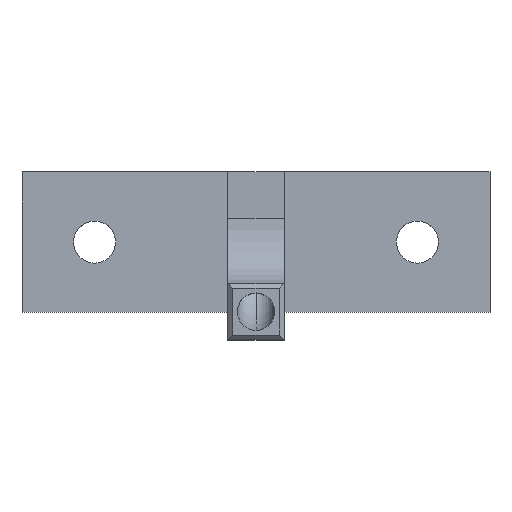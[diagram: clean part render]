
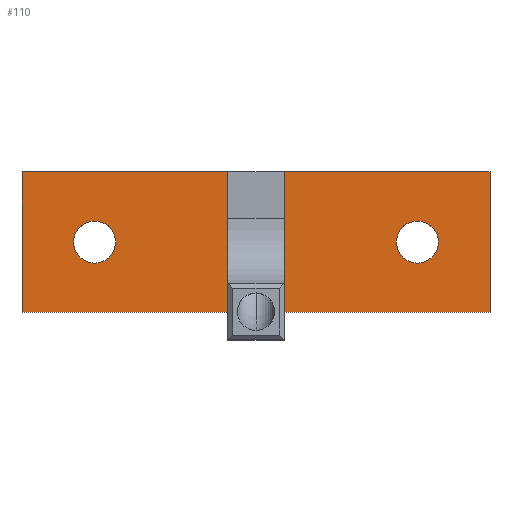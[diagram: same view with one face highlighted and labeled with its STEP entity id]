
A CAD part, top view. The second image highlights one B-rep face of the part: STEP entity #110.
In plain terms, the highlighted planar face has unit normal (0, 0, 1).
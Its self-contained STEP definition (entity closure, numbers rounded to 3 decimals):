
#6 = CARTESIAN_POINT ( 'NONE',  ( 17.25, 0., 3. ) ) ;
#11 = DIRECTION ( 'NONE',  ( 0., 0., 1. ) ) ;
#17 = CARTESIAN_POINT ( 'NONE',  ( 3., 2.5, 3. ) ) ;
#39 = VECTOR ( 'NONE', #864, 1000. ) ;
#43 = DIRECTION ( 'NONE',  ( 0., -1., 0. ) ) ;
#58 = VECTOR ( 'NONE', #75, 1000. ) ;
#73 = LINE ( 'NONE', #17, #963 ) ;
#75 = DIRECTION ( 'NONE',  ( -1., 0., 0. ) ) ;
#99 = CARTESIAN_POINT ( 'NONE',  ( 15., 0., 3. ) ) ;
#110 = ADVANCED_FACE ( 'NONE', ( #234, #306, #155 ), #611, .F. ) ;
#115 = CIRCLE ( 'NONE', #959, 2.25 ) ;
#122 = EDGE_CURVE ( 'NONE', #889, #646, #764, .T. ) ;
#126 = ORIENTED_EDGE ( 'NONE', *, *, #854, .F. ) ;
#131 = ORIENTED_EDGE ( 'NONE', *, *, #188, .T. ) ;
#133 = CARTESIAN_POINT ( 'NONE',  ( 3., 2.5, 3. ) ) ;
#137 = CIRCLE ( 'NONE', #701, 2.25 ) ;
#148 = CARTESIAN_POINT ( 'NONE',  ( 25., -7.5, 3. ) ) ;
#150 = VECTOR ( 'NONE', #791, 1000. ) ;
#152 = EDGE_CURVE ( 'NONE', #646, #889, #115, .T. ) ;
#154 = LINE ( 'NONE', #771, #496 ) ;
#155 = FACE_OUTER_BOUND ( 'NONE', #544, .T. ) ;
#159 = DIRECTION ( 'NONE',  ( 0., 0., 1. ) ) ;
#160 = ORIENTED_EDGE ( 'NONE', *, *, #641, .T. ) ;
#163 = CARTESIAN_POINT ( 'NONE',  ( 3., 7.5, 3. ) ) ;
#170 = VERTEX_POINT ( 'NONE', #163 ) ;
#176 = AXIS2_PLACEMENT_3D ( 'NONE', #867, #11, #316 ) ;
#188 = EDGE_CURVE ( 'NONE', #946, #762, #862, .T. ) ;
#189 = EDGE_LOOP ( 'NONE', ( #626, #551 ) ) ;
#208 = VERTEX_POINT ( 'NONE', #455 ) ;
#212 = AXIS2_PLACEMENT_3D ( 'NONE', #6, #537, #237 ) ;
#222 = ORIENTED_EDGE ( 'NONE', *, *, #951, .T. ) ;
#234 = FACE_BOUND ( 'NONE', #189, .T. ) ;
#237 = DIRECTION ( 'NONE',  ( 1., 0., 0. ) ) ;
#238 = CARTESIAN_POINT ( 'NONE',  ( -3., 2.5, 3. ) ) ;
#260 = ORIENTED_EDGE ( 'NONE', *, *, #720, .F. ) ;
#298 = CARTESIAN_POINT ( 'NONE',  ( -17.25, 0., 3. ) ) ;
#304 = LINE ( 'NONE', #610, #313 ) ;
#306 = FACE_BOUND ( 'NONE', #1001, .T. ) ;
#313 = VECTOR ( 'NONE', #457, 1000. ) ;
#316 = DIRECTION ( 'NONE',  ( 1., 0., 0. ) ) ;
#319 = VERTEX_POINT ( 'NONE', #882 ) ;
#342 = LINE ( 'NONE', #396, #150 ) ;
#354 = CARTESIAN_POINT ( 'NONE',  ( -25., 7.5, 3. ) ) ;
#379 = CARTESIAN_POINT ( 'NONE',  ( 17.25, 0., 3. ) ) ;
#384 = CARTESIAN_POINT ( 'NONE',  ( -19.5, 0., 3. ) ) ;
#385 = AXIS2_PLACEMENT_3D ( 'NONE', #605, #932, #459 ) ;
#387 = VECTOR ( 'NONE', #43, 1000. ) ;
#396 = CARTESIAN_POINT ( 'NONE',  ( -3., 7.5, 3. ) ) ;
#414 = CIRCLE ( 'NONE', #176, 2.25 ) ;
#433 = LINE ( 'NONE', #751, #39 ) ;
#451 = LINE ( 'NONE', #768, #58 ) ;
#455 = CARTESIAN_POINT ( 'NONE',  ( -3., 7.5, 3. ) ) ;
#457 = DIRECTION ( 'NONE',  ( 0., -1., 0. ) ) ;
#459 = DIRECTION ( 'NONE',  ( -1., 0., 0. ) ) ;
#496 = VECTOR ( 'NONE', #614, 1000. ) ;
#508 = VERTEX_POINT ( 'NONE', #354 ) ;
#527 = VERTEX_POINT ( 'NONE', #133 ) ;
#537 = DIRECTION ( 'NONE',  ( 0., 0., 1. ) ) ;
#538 = EDGE_CURVE ( 'NONE', #799, #170, #433, .T. ) ;
#543 = DIRECTION ( 'NONE',  ( 1., 0., 0. ) ) ;
#544 = EDGE_LOOP ( 'NONE', ( #126, #763, #222, #131, #160, #653, #759, #607 ) ) ;
#551 = ORIENTED_EDGE ( 'NONE', *, *, #152, .F. ) ;
#564 = VERTEX_POINT ( 'NONE', #238 ) ;
#586 = EDGE_CURVE ( 'NONE', #657, #319, #137, .T. ) ;
#605 = CARTESIAN_POINT ( 'NONE',  ( 0., 0., 3. ) ) ;
#607 = ORIENTED_EDGE ( 'NONE', *, *, #612, .T. ) ;
#608 = DIRECTION ( 'NONE',  ( 0., 0., 1. ) ) ;
#610 = CARTESIAN_POINT ( 'NONE',  ( 3., 7.5, 3. ) ) ;
#611 = PLANE ( 'NONE',  #385 ) ;
#612 = EDGE_CURVE ( 'NONE', #527, #564, #73, .T. ) ;
#614 = DIRECTION ( 'NONE',  ( 0., 1., 0. ) ) ;
#626 = ORIENTED_EDGE ( 'NONE', *, *, #122, .F. ) ;
#641 = EDGE_CURVE ( 'NONE', #762, #799, #154, .T. ) ;
#644 = CARTESIAN_POINT ( 'NONE',  ( 25., 7.5, 3. ) ) ;
#646 = VERTEX_POINT ( 'NONE', #936 ) ;
#653 = ORIENTED_EDGE ( 'NONE', *, *, #538, .T. ) ;
#657 = VERTEX_POINT ( 'NONE', #384 ) ;
#673 = CARTESIAN_POINT ( 'NONE',  ( -25., -7.5, 3. ) ) ;
#701 = AXIS2_PLACEMENT_3D ( 'NONE', #298, #608, #766 ) ;
#702 = CARTESIAN_POINT ( 'NONE',  ( -25., -7.5, 3. ) ) ;
#711 = VECTOR ( 'NONE', #783, 1000. ) ;
#720 = EDGE_CURVE ( 'NONE', #319, #657, #414, .T. ) ;
#751 = CARTESIAN_POINT ( 'NONE',  ( -25., 7.5, 3. ) ) ;
#759 = ORIENTED_EDGE ( 'NONE', *, *, #772, .T. ) ;
#762 = VERTEX_POINT ( 'NONE', #148 ) ;
#763 = ORIENTED_EDGE ( 'NONE', *, *, #767, .T. ) ;
#764 = CIRCLE ( 'NONE', #212, 2.25 ) ;
#766 = DIRECTION ( 'NONE',  ( 1., 0., 0. ) ) ;
#767 = EDGE_CURVE ( 'NONE', #208, #508, #451, .T. ) ;
#768 = CARTESIAN_POINT ( 'NONE',  ( -25., 7.5, 3. ) ) ;
#771 = CARTESIAN_POINT ( 'NONE',  ( 25., -7.5, 3. ) ) ;
#772 = EDGE_CURVE ( 'NONE', #170, #527, #304, .T. ) ;
#783 = DIRECTION ( 'NONE',  ( 1., 0., 0. ) ) ;
#791 = DIRECTION ( 'NONE',  ( 0., -1., 0. ) ) ;
#799 = VERTEX_POINT ( 'NONE', #644 ) ;
#854 = EDGE_CURVE ( 'NONE', #208, #564, #342, .T. ) ;
#862 = LINE ( 'NONE', #702, #711 ) ;
#864 = DIRECTION ( 'NONE',  ( -1., 0., 0. ) ) ;
#867 = CARTESIAN_POINT ( 'NONE',  ( -17.25, 0., 3. ) ) ;
#882 = CARTESIAN_POINT ( 'NONE',  ( -15., 0., 3. ) ) ;
#889 = VERTEX_POINT ( 'NONE', #99 ) ;
#929 = DIRECTION ( 'NONE',  ( -1., 0., 0. ) ) ;
#932 = DIRECTION ( 'NONE',  ( 0., 0., -1. ) ) ;
#936 = CARTESIAN_POINT ( 'NONE',  ( 19.5, 0., 3. ) ) ;
#946 = VERTEX_POINT ( 'NONE', #990 ) ;
#951 = EDGE_CURVE ( 'NONE', #508, #946, #985, .T. ) ;
#959 = AXIS2_PLACEMENT_3D ( 'NONE', #379, #159, #543 ) ;
#963 = VECTOR ( 'NONE', #929, 1000. ) ;
#979 = ORIENTED_EDGE ( 'NONE', *, *, #586, .F. ) ;
#985 = LINE ( 'NONE', #673, #387 ) ;
#990 = CARTESIAN_POINT ( 'NONE',  ( -25., -7.5, 3. ) ) ;
#1001 = EDGE_LOOP ( 'NONE', ( #979, #260 ) ) ;
